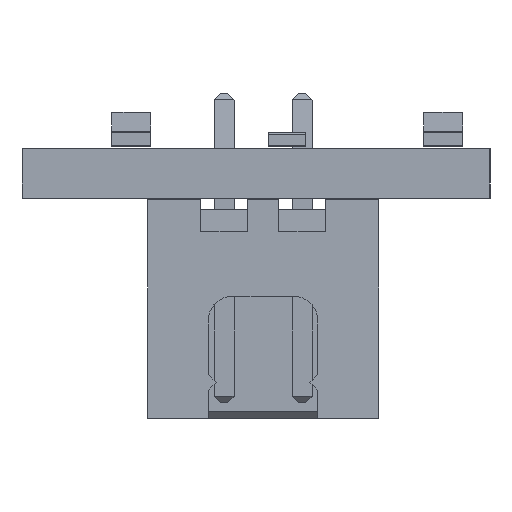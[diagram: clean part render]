
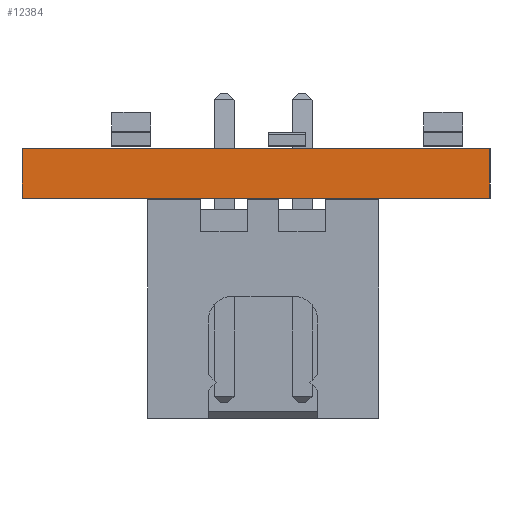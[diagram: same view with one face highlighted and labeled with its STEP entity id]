
A CAD part, left-side view. The second image highlights one B-rep face of the part: STEP entity #12384.
In plain terms, the highlighted planar face has unit normal (-1, 0, 0).
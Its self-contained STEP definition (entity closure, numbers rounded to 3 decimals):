
#12203 = PLANE('',#12204);
#12204 = AXIS2_PLACEMENT_3D('',#12205,#12206,#12207);
#12205 = CARTESIAN_POINT('',(220.,-105.,0.));
#12206 = DIRECTION('',(0.,-1.,0.));
#12207 = DIRECTION('',(-1.,0.,0.));
#12228 = VERTEX_POINT('',#12229);
#12229 = CARTESIAN_POINT('',(50.,-105.,1.6));
#12243 = PLANE('',#12244);
#12244 = AXIS2_PLACEMENT_3D('',#12245,#12246,#12247);
#12245 = CARTESIAN_POINT('',(135.,-97.5,1.6));
#12246 = DIRECTION('',(-0.,-0.,-1.));
#12247 = DIRECTION('',(-1.,0.,0.));
#12255 = EDGE_CURVE('',#12256,#12228,#12258,.T.);
#12256 = VERTEX_POINT('',#12257);
#12257 = CARTESIAN_POINT('',(50.,-105.,0.));
#12258 = SURFACE_CURVE('',#12259,(#12263,#12270),.PCURVE_S1.);
#12259 = LINE('',#12260,#12261);
#12260 = CARTESIAN_POINT('',(50.,-105.,0.));
#12261 = VECTOR('',#12262,1.);
#12262 = DIRECTION('',(0.,0.,1.));
#12263 = PCURVE('',#12203,#12264);
#12264 = DEFINITIONAL_REPRESENTATION('',(#12265),#12269);
#12265 = LINE('',#12266,#12267);
#12266 = CARTESIAN_POINT('',(170.,0.));
#12267 = VECTOR('',#12268,1.);
#12268 = DIRECTION('',(0.,-1.));
#12269 = ( GEOMETRIC_REPRESENTATION_CONTEXT(2) 
PARAMETRIC_REPRESENTATION_CONTEXT() REPRESENTATION_CONTEXT('2D SPACE',''
  ) );
#12270 = PCURVE('',#12271,#12276);
#12271 = PLANE('',#12272);
#12272 = AXIS2_PLACEMENT_3D('',#12273,#12274,#12275);
#12273 = CARTESIAN_POINT('',(50.,-105.,0.));
#12274 = DIRECTION('',(-1.,0.,0.));
#12275 = DIRECTION('',(0.,1.,0.));
#12276 = DEFINITIONAL_REPRESENTATION('',(#12277),#12281);
#12277 = LINE('',#12278,#12279);
#12278 = CARTESIAN_POINT('',(0.,0.));
#12279 = VECTOR('',#12280,1.);
#12280 = DIRECTION('',(0.,-1.));
#12281 = ( GEOMETRIC_REPRESENTATION_CONTEXT(2) 
PARAMETRIC_REPRESENTATION_CONTEXT() REPRESENTATION_CONTEXT('2D SPACE',''
  ) );
#12297 = PLANE('',#12298);
#12298 = AXIS2_PLACEMENT_3D('',#12299,#12300,#12301);
#12299 = CARTESIAN_POINT('',(135.,-97.5,0.));
#12300 = DIRECTION('',(-0.,-0.,-1.));
#12301 = DIRECTION('',(-1.,0.,0.));
#12330 = PLANE('',#12331);
#12331 = AXIS2_PLACEMENT_3D('',#12332,#12333,#12334);
#12332 = CARTESIAN_POINT('',(50.,-90.,0.));
#12333 = DIRECTION('',(0.,1.,0.));
#12334 = DIRECTION('',(1.,0.,0.));
#12384 = ADVANCED_FACE('',(#12385),#12271,.T.);
#12385 = FACE_BOUND('',#12386,.T.);
#12386 = EDGE_LOOP('',(#12387,#12388,#12411,#12434));
#12387 = ORIENTED_EDGE('',*,*,#12255,.T.);
#12388 = ORIENTED_EDGE('',*,*,#12389,.T.);
#12389 = EDGE_CURVE('',#12228,#12390,#12392,.T.);
#12390 = VERTEX_POINT('',#12391);
#12391 = CARTESIAN_POINT('',(50.,-90.,1.6));
#12392 = SURFACE_CURVE('',#12393,(#12397,#12404),.PCURVE_S1.);
#12393 = LINE('',#12394,#12395);
#12394 = CARTESIAN_POINT('',(50.,-105.,1.6));
#12395 = VECTOR('',#12396,1.);
#12396 = DIRECTION('',(0.,1.,0.));
#12397 = PCURVE('',#12271,#12398);
#12398 = DEFINITIONAL_REPRESENTATION('',(#12399),#12403);
#12399 = LINE('',#12400,#12401);
#12400 = CARTESIAN_POINT('',(0.,-1.6));
#12401 = VECTOR('',#12402,1.);
#12402 = DIRECTION('',(1.,0.));
#12403 = ( GEOMETRIC_REPRESENTATION_CONTEXT(2) 
PARAMETRIC_REPRESENTATION_CONTEXT() REPRESENTATION_CONTEXT('2D SPACE',''
  ) );
#12404 = PCURVE('',#12243,#12405);
#12405 = DEFINITIONAL_REPRESENTATION('',(#12406),#12410);
#12406 = LINE('',#12407,#12408);
#12407 = CARTESIAN_POINT('',(85.,-7.5));
#12408 = VECTOR('',#12409,1.);
#12409 = DIRECTION('',(0.,1.));
#12410 = ( GEOMETRIC_REPRESENTATION_CONTEXT(2) 
PARAMETRIC_REPRESENTATION_CONTEXT() REPRESENTATION_CONTEXT('2D SPACE',''
  ) );
#12411 = ORIENTED_EDGE('',*,*,#12412,.F.);
#12412 = EDGE_CURVE('',#12413,#12390,#12415,.T.);
#12413 = VERTEX_POINT('',#12414);
#12414 = CARTESIAN_POINT('',(50.,-90.,0.));
#12415 = SURFACE_CURVE('',#12416,(#12420,#12427),.PCURVE_S1.);
#12416 = LINE('',#12417,#12418);
#12417 = CARTESIAN_POINT('',(50.,-90.,0.));
#12418 = VECTOR('',#12419,1.);
#12419 = DIRECTION('',(0.,0.,1.));
#12420 = PCURVE('',#12271,#12421);
#12421 = DEFINITIONAL_REPRESENTATION('',(#12422),#12426);
#12422 = LINE('',#12423,#12424);
#12423 = CARTESIAN_POINT('',(15.,0.));
#12424 = VECTOR('',#12425,1.);
#12425 = DIRECTION('',(0.,-1.));
#12426 = ( GEOMETRIC_REPRESENTATION_CONTEXT(2) 
PARAMETRIC_REPRESENTATION_CONTEXT() REPRESENTATION_CONTEXT('2D SPACE',''
  ) );
#12427 = PCURVE('',#12330,#12428);
#12428 = DEFINITIONAL_REPRESENTATION('',(#12429),#12433);
#12429 = LINE('',#12430,#12431);
#12430 = CARTESIAN_POINT('',(0.,0.));
#12431 = VECTOR('',#12432,1.);
#12432 = DIRECTION('',(0.,-1.));
#12433 = ( GEOMETRIC_REPRESENTATION_CONTEXT(2) 
PARAMETRIC_REPRESENTATION_CONTEXT() REPRESENTATION_CONTEXT('2D SPACE',''
  ) );
#12434 = ORIENTED_EDGE('',*,*,#12435,.F.);
#12435 = EDGE_CURVE('',#12256,#12413,#12436,.T.);
#12436 = SURFACE_CURVE('',#12437,(#12441,#12448),.PCURVE_S1.);
#12437 = LINE('',#12438,#12439);
#12438 = CARTESIAN_POINT('',(50.,-105.,0.));
#12439 = VECTOR('',#12440,1.);
#12440 = DIRECTION('',(0.,1.,0.));
#12441 = PCURVE('',#12271,#12442);
#12442 = DEFINITIONAL_REPRESENTATION('',(#12443),#12447);
#12443 = LINE('',#12444,#12445);
#12444 = CARTESIAN_POINT('',(0.,0.));
#12445 = VECTOR('',#12446,1.);
#12446 = DIRECTION('',(1.,0.));
#12447 = ( GEOMETRIC_REPRESENTATION_CONTEXT(2) 
PARAMETRIC_REPRESENTATION_CONTEXT() REPRESENTATION_CONTEXT('2D SPACE',''
  ) );
#12448 = PCURVE('',#12297,#12449);
#12449 = DEFINITIONAL_REPRESENTATION('',(#12450),#12454);
#12450 = LINE('',#12451,#12452);
#12451 = CARTESIAN_POINT('',(85.,-7.5));
#12452 = VECTOR('',#12453,1.);
#12453 = DIRECTION('',(0.,1.));
#12454 = ( GEOMETRIC_REPRESENTATION_CONTEXT(2) 
PARAMETRIC_REPRESENTATION_CONTEXT() REPRESENTATION_CONTEXT('2D SPACE',''
  ) );
